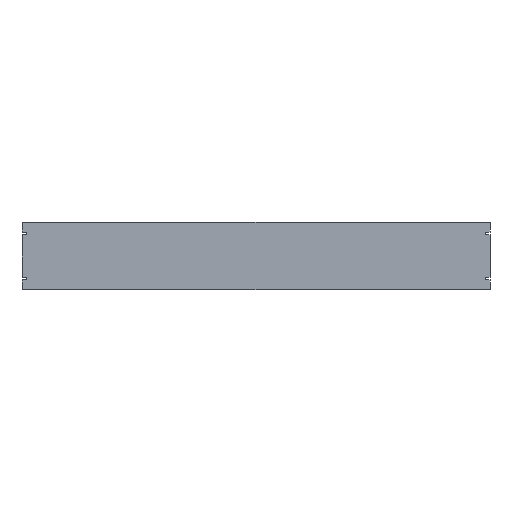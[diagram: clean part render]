
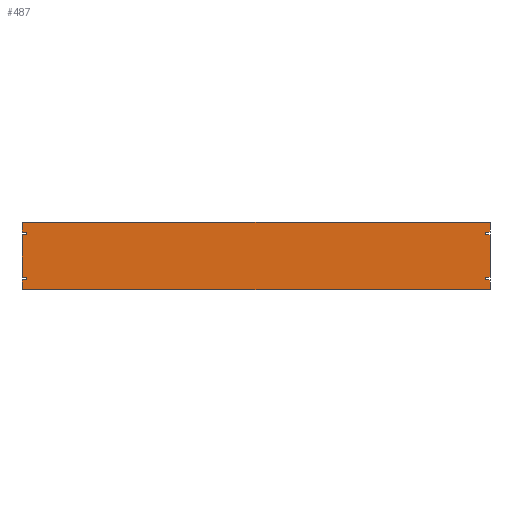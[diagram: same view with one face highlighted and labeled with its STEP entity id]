
A CAD part, top view. The second image highlights one B-rep face of the part: STEP entity #487.
In plain terms, the highlighted planar face has unit normal (0, 0, 1).
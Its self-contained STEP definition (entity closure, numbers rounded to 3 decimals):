
#16=PLANE('',#535);
#35=FACE_OUTER_BOUND('',#61,.T.);
#61=EDGE_LOOP('',(#341,#342,#343,#344,#345,#346,#347,#348,#349,#350,#351,
#352,#353,#354,#355,#356,#357,#358,#359,#360,#361,#362,#363,#364));
#87=LINE('',#727,#143);
#90=LINE('',#733,#146);
#91=LINE('',#735,#147);
#92=LINE('',#739,#148);
#93=LINE('',#741,#149);
#94=LINE('',#743,#150);
#95=LINE('',#747,#151);
#96=LINE('',#749,#152);
#97=LINE('',#753,#153);
#98=LINE('',#757,#154);
#99=LINE('',#759,#155);
#100=LINE('',#763,#156);
#101=LINE('',#765,#157);
#102=LINE('',#767,#158);
#103=LINE('',#771,#159);
#104=LINE('',#773,#160);
#143=VECTOR('',#585,10.);
#146=VECTOR('',#590,10.);
#147=VECTOR('',#591,10.);
#148=VECTOR('',#594,10.);
#149=VECTOR('',#595,10.);
#150=VECTOR('',#596,10.);
#151=VECTOR('',#599,10.);
#152=VECTOR('',#600,10.);
#153=VECTOR('',#603,10.);
#154=VECTOR('',#606,10.);
#155=VECTOR('',#607,10.);
#156=VECTOR('',#610,10.);
#157=VECTOR('',#611,10.);
#158=VECTOR('',#612,10.);
#159=VECTOR('',#615,10.);
#160=VECTOR('',#616,10.);
#197=CIRCLE('',#532,0.5);
#199=CIRCLE('',#536,1.1);
#200=CIRCLE('',#537,1.1);
#201=CIRCLE('',#538,0.5);
#202=CIRCLE('',#539,0.5);
#203=CIRCLE('',#540,1.1);
#204=CIRCLE('',#541,1.1);
#205=CIRCLE('',#542,0.5);
#213=VERTEX_POINT('',#717);
#214=VERTEX_POINT('',#718);
#217=VERTEX_POINT('',#726);
#219=VERTEX_POINT('',#732);
#220=VERTEX_POINT('',#734);
#221=VERTEX_POINT('',#736);
#222=VERTEX_POINT('',#738);
#223=VERTEX_POINT('',#740);
#224=VERTEX_POINT('',#742);
#225=VERTEX_POINT('',#744);
#226=VERTEX_POINT('',#746);
#227=VERTEX_POINT('',#748);
#228=VERTEX_POINT('',#750);
#229=VERTEX_POINT('',#752);
#230=VERTEX_POINT('',#754);
#231=VERTEX_POINT('',#756);
#232=VERTEX_POINT('',#758);
#233=VERTEX_POINT('',#760);
#234=VERTEX_POINT('',#762);
#235=VERTEX_POINT('',#764);
#236=VERTEX_POINT('',#766);
#237=VERTEX_POINT('',#768);
#238=VERTEX_POINT('',#770);
#239=VERTEX_POINT('',#772);
#261=EDGE_CURVE('',#213,#214,#197,.T.);
#265=EDGE_CURVE('',#217,#214,#87,.T.);
#268=EDGE_CURVE('',#213,#219,#90,.T.);
#269=EDGE_CURVE('',#219,#220,#91,.T.);
#270=EDGE_CURVE('',#220,#221,#199,.T.);
#271=EDGE_CURVE('',#221,#222,#92,.T.);
#272=EDGE_CURVE('',#222,#223,#93,.T.);
#273=EDGE_CURVE('',#223,#224,#94,.T.);
#274=EDGE_CURVE('',#224,#225,#200,.T.);
#275=EDGE_CURVE('',#225,#226,#95,.T.);
#276=EDGE_CURVE('',#226,#227,#96,.T.);
#277=EDGE_CURVE('',#228,#227,#201,.T.);
#278=EDGE_CURVE('',#228,#229,#97,.T.);
#279=EDGE_CURVE('',#230,#229,#202,.T.);
#280=EDGE_CURVE('',#230,#231,#98,.T.);
#281=EDGE_CURVE('',#231,#232,#99,.T.);
#282=EDGE_CURVE('',#232,#233,#203,.T.);
#283=EDGE_CURVE('',#233,#234,#100,.T.);
#284=EDGE_CURVE('',#234,#235,#101,.T.);
#285=EDGE_CURVE('',#235,#236,#102,.T.);
#286=EDGE_CURVE('',#236,#237,#204,.T.);
#287=EDGE_CURVE('',#237,#238,#103,.T.);
#288=EDGE_CURVE('',#238,#239,#104,.T.);
#289=EDGE_CURVE('',#217,#239,#205,.T.);
#341=ORIENTED_EDGE('',*,*,#261,.F.);
#342=ORIENTED_EDGE('',*,*,#268,.T.);
#343=ORIENTED_EDGE('',*,*,#269,.T.);
#344=ORIENTED_EDGE('',*,*,#270,.T.);
#345=ORIENTED_EDGE('',*,*,#271,.T.);
#346=ORIENTED_EDGE('',*,*,#272,.T.);
#347=ORIENTED_EDGE('',*,*,#273,.T.);
#348=ORIENTED_EDGE('',*,*,#274,.T.);
#349=ORIENTED_EDGE('',*,*,#275,.T.);
#350=ORIENTED_EDGE('',*,*,#276,.T.);
#351=ORIENTED_EDGE('',*,*,#277,.F.);
#352=ORIENTED_EDGE('',*,*,#278,.T.);
#353=ORIENTED_EDGE('',*,*,#279,.F.);
#354=ORIENTED_EDGE('',*,*,#280,.T.);
#355=ORIENTED_EDGE('',*,*,#281,.T.);
#356=ORIENTED_EDGE('',*,*,#282,.T.);
#357=ORIENTED_EDGE('',*,*,#283,.T.);
#358=ORIENTED_EDGE('',*,*,#284,.T.);
#359=ORIENTED_EDGE('',*,*,#285,.T.);
#360=ORIENTED_EDGE('',*,*,#286,.T.);
#361=ORIENTED_EDGE('',*,*,#287,.T.);
#362=ORIENTED_EDGE('',*,*,#288,.T.);
#363=ORIENTED_EDGE('',*,*,#289,.F.);
#364=ORIENTED_EDGE('',*,*,#265,.T.);
#487=ADVANCED_FACE('',(#35),#16,.T.);
#532=AXIS2_PLACEMENT_3D('',#719,#577,#578);
#535=AXIS2_PLACEMENT_3D('',#731,#588,#589);
#536=AXIS2_PLACEMENT_3D('',#737,#592,#593);
#537=AXIS2_PLACEMENT_3D('',#745,#597,#598);
#538=AXIS2_PLACEMENT_3D('',#751,#601,#602);
#539=AXIS2_PLACEMENT_3D('',#755,#604,#605);
#540=AXIS2_PLACEMENT_3D('',#761,#608,#609);
#541=AXIS2_PLACEMENT_3D('',#769,#613,#614);
#542=AXIS2_PLACEMENT_3D('',#774,#617,#618);
#577=DIRECTION('center_axis',(0.,0.,-1.));
#578=DIRECTION('ref_axis',(-0.707,0.707,0.));
#585=DIRECTION('',(-1.,0.,0.));
#588=DIRECTION('center_axis',(0.,0.,1.));
#589=DIRECTION('ref_axis',(1.,0.,0.));
#590=DIRECTION('',(0.,-1.,0.));
#591=DIRECTION('',(1.,0.,0.));
#592=DIRECTION('center_axis',(0.,0.,-1.));
#593=DIRECTION('ref_axis',(-1.,0.,0.));
#594=DIRECTION('',(-1.,0.,0.));
#595=DIRECTION('',(0.,-1.,0.));
#596=DIRECTION('',(1.,0.,0.));
#597=DIRECTION('center_axis',(0.,0.,-1.));
#598=DIRECTION('ref_axis',(-1.,0.,0.));
#599=DIRECTION('',(-1.,0.,0.));
#600=DIRECTION('',(0.,-1.,0.));
#601=DIRECTION('center_axis',(0.,0.,-1.));
#602=DIRECTION('ref_axis',(-0.707,-0.707,0.));
#603=DIRECTION('',(1.,0.,0.));
#604=DIRECTION('center_axis',(0.,0.,-1.));
#605=DIRECTION('ref_axis',(0.707,-0.707,0.));
#606=DIRECTION('',(0.,1.,0.));
#607=DIRECTION('',(-1.,0.,0.));
#608=DIRECTION('center_axis',(0.,0.,-1.));
#609=DIRECTION('ref_axis',(1.,0.,0.));
#610=DIRECTION('',(1.,0.,0.));
#611=DIRECTION('',(0.,1.,0.));
#612=DIRECTION('',(-1.,0.,0.));
#613=DIRECTION('center_axis',(0.,0.,-1.));
#614=DIRECTION('ref_axis',(1.,0.,0.));
#615=DIRECTION('',(1.,0.,0.));
#616=DIRECTION('',(0.,1.,0.));
#617=DIRECTION('center_axis',(0.,0.,-1.));
#618=DIRECTION('ref_axis',(0.707,0.707,0.));
#717=CARTESIAN_POINT('',(-206.5,29.5,3.));
#718=CARTESIAN_POINT('',(-206.,30.,3.));
#719=CARTESIAN_POINT('Origin',(-206.,29.5,3.));
#726=CARTESIAN_POINT('',(206.,30.,3.));
#727=CARTESIAN_POINT('',(-206.5,30.,3.));
#731=CARTESIAN_POINT('Origin',(0.,0.,3.));
#732=CARTESIAN_POINT('',(-206.5,21.1,3.));
#733=CARTESIAN_POINT('',(-206.5,-30.,3.));
#734=CARTESIAN_POINT('',(-203.75,21.1,3.));
#735=CARTESIAN_POINT('',(-103.25,21.1,3.));
#736=CARTESIAN_POINT('',(-203.75,18.9,3.));
#737=CARTESIAN_POINT('Origin',(-203.75,20.,3.));
#738=CARTESIAN_POINT('',(-206.5,18.9,3.));
#739=CARTESIAN_POINT('',(-101.875,18.9,3.));
#740=CARTESIAN_POINT('',(-206.5,-18.9,3.));
#741=CARTESIAN_POINT('',(-206.5,-30.,3.));
#742=CARTESIAN_POINT('',(-203.75,-18.9,3.));
#743=CARTESIAN_POINT('',(-103.25,-18.9,3.));
#744=CARTESIAN_POINT('',(-203.75,-21.1,3.));
#745=CARTESIAN_POINT('Origin',(-203.75,-20.,3.));
#746=CARTESIAN_POINT('',(-206.5,-21.1,3.));
#747=CARTESIAN_POINT('',(-101.875,-21.1,3.));
#748=CARTESIAN_POINT('',(-206.5,-29.5,3.));
#749=CARTESIAN_POINT('',(-206.5,-30.,3.));
#750=CARTESIAN_POINT('',(-206.,-30.,3.));
#751=CARTESIAN_POINT('Origin',(-206.,-29.5,3.));
#752=CARTESIAN_POINT('',(206.,-30.,3.));
#753=CARTESIAN_POINT('',(206.5,-30.,3.));
#754=CARTESIAN_POINT('',(206.5,-29.5,3.));
#755=CARTESIAN_POINT('Origin',(206.,-29.5,3.));
#756=CARTESIAN_POINT('',(206.5,-21.1,3.));
#757=CARTESIAN_POINT('',(206.5,30.,3.));
#758=CARTESIAN_POINT('',(203.75,-21.1,3.));
#759=CARTESIAN_POINT('',(101.875,-21.1,3.));
#760=CARTESIAN_POINT('',(203.75,-18.9,3.));
#761=CARTESIAN_POINT('Origin',(203.75,-20.,3.));
#762=CARTESIAN_POINT('',(206.5,-18.9,3.));
#763=CARTESIAN_POINT('',(103.25,-18.9,3.));
#764=CARTESIAN_POINT('',(206.5,18.9,3.));
#765=CARTESIAN_POINT('',(206.5,30.,3.));
#766=CARTESIAN_POINT('',(203.75,18.9,3.));
#767=CARTESIAN_POINT('',(101.875,18.9,3.));
#768=CARTESIAN_POINT('',(203.75,21.1,3.));
#769=CARTESIAN_POINT('Origin',(203.75,20.,3.));
#770=CARTESIAN_POINT('',(206.5,21.1,3.));
#771=CARTESIAN_POINT('',(103.25,21.1,3.));
#772=CARTESIAN_POINT('',(206.5,29.5,3.));
#773=CARTESIAN_POINT('',(206.5,30.,3.));
#774=CARTESIAN_POINT('Origin',(206.,29.5,3.));
